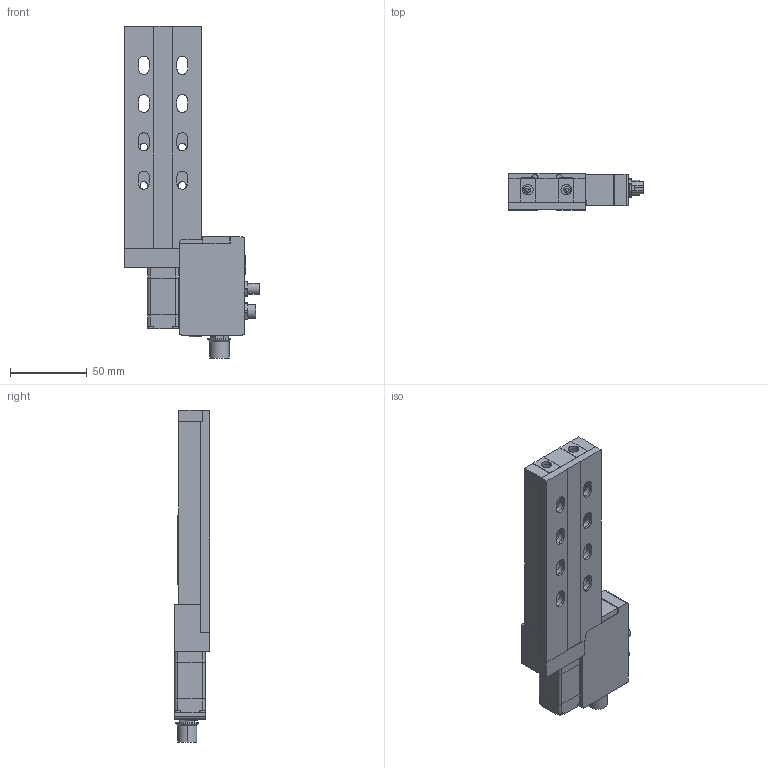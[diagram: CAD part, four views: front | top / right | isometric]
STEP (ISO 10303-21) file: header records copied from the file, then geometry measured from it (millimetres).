
FILE_DESCRIPTION (( 'STEP AP203' ), '1' );
FILE_NAME ('X-LRM050x.step', '2023-11-03T18:24:38', ( '' ), ( '' ), 'SwSTEP 2.0', 'SolidWorks 2019', '' );
FILE_SCHEMA (( 'CONFIG_CONTROL_DESIGN' ));
Length unit declared in the file: millimetre
Products named in the file (4): LRM_carriage^LRM_LRM; NMS08_motor^LRM_X-LRM; X-LRM050x; LRM_base^LRM_X-LRM050
Assembly tree (3 placements, depth 2):
  X-LRM050x
    LRM_base^LRM_X-LRM050
    LRM_carriage^LRM_LRM
    NMS08_motor^LRM_X-LRM
Bounding box: 87.75 x 23.48 x 216.6 mm (x, y, z)
Volume: 188199.1 mm3; surface area: 73484.1 mm2
Topology: 25 solids, 25 shells, 561 faces, 1356 edges, 896 vertices
Faces by surface type: plane 325, cylinder 222, torus 10, cone 4
Entity records: 16926 total; most frequent: DIRECTION 2956, CARTESIAN_POINT 2831, ORIENTED_EDGE 2712, EDGE_CURVE 1356, AXIS2_PLACEMENT_3D 1037, VERTEX_POINT 896, LINE 882, VECTOR 882
